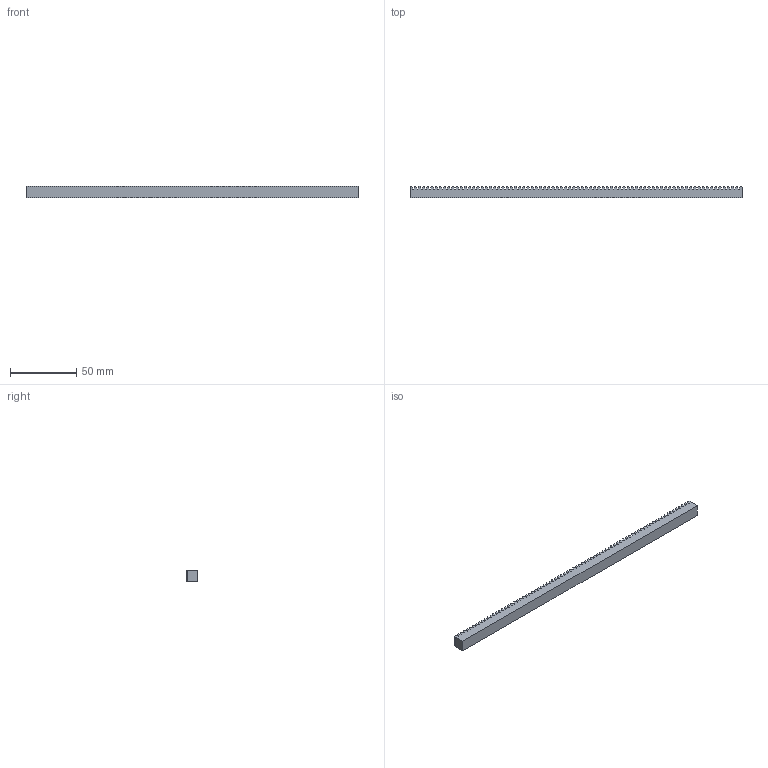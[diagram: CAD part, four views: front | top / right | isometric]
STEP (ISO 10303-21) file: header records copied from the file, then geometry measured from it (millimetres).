
FILE_DESCRIPTION(/* description */ ('STEP AP203'),/* implementation_level */ '2;1');
FILE_NAME(/* name */ '28360100',/* time_stamp */ '2024-05-23T13:26:43+02:00',/* author */ ('License CC BY-ND 4.0'),/* organization */ ('CADENAS'),/* preprocessor_version */ 'ST-DEVELOPER v19.3',/* originating_system */ 'PARTsolutions',/* authorisation */ ' ');
FILE_SCHEMA (('CONFIG_CONTROL_DESIGN'));
Length unit declared in the file: millimetre
Products named in the file (1): 28360100
Bounding box: 250 x 9 x 9 mm (x, y, z)
Volume: 17876.9 mm3; surface area: 10867.8 mm2
Topology: 1 solids, 1 shells, 324 faces, 966 edges, 644 vertices
Faces by surface type: plane 324
Entity records: 10680 total; most frequent: CARTESIAN_POINT 1935, ORIENTED_EDGE 1932, DIRECTION 1616, EDGE_CURVE 966, LINE 966, VECTOR 966, VERTEX_POINT 644, AXIS2_PLACEMENT_3D 325
